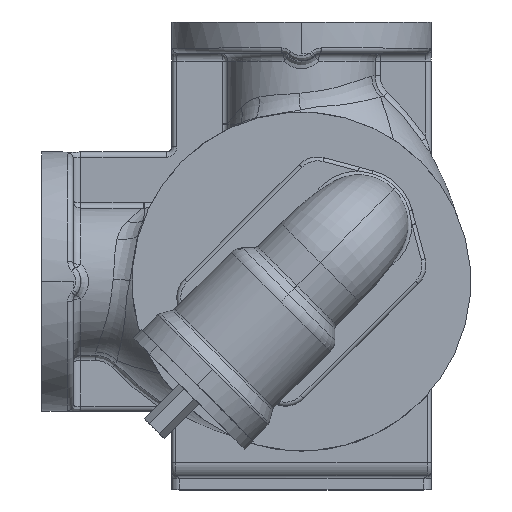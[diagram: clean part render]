
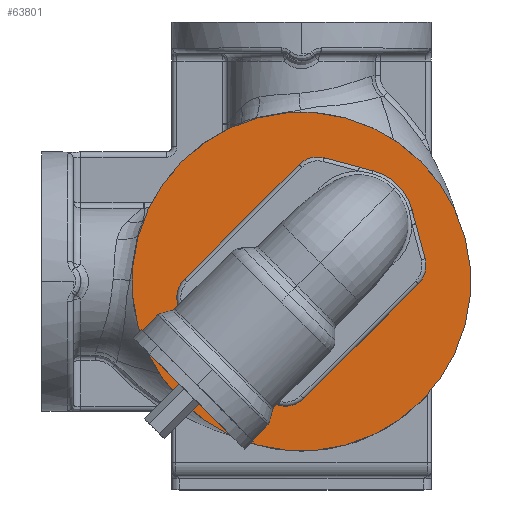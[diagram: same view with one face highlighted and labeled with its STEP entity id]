
A CAD part, top view. The second image highlights one B-rep face of the part: STEP entity #63801.
In plain terms, the highlighted planar face has unit normal (0, 0, 1).
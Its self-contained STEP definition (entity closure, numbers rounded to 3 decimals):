
#14380=CARTESIAN_POINT('',(0.,0.,157.5));
#14381=DIRECTION('',(0.,0.,1.));
#14382=DIRECTION('',(0.707,-0.707,0.));
#14383=AXIS2_PLACEMENT_3D('',#14380,#14381,#14382);
#14877=CARTESIAN_POINT('',(0.,0.,157.5));
#14878=DIRECTION('',(0.,0.,1.));
#14879=DIRECTION('',(-0.707,0.707,0.));
#14880=AXIS2_PLACEMENT_3D('',#14877,#14878,#14879);
#14891=DIRECTION('',(0.966,-0.259,0.));
#14892=VECTOR('',#14891,38.971);
#14893=CARTESIAN_POINT('',(17.447,94.944,157.5));
#14894=LINE('',#14893,#14892);
#14900=CARTESIAN_POINT('',(44.194,44.194,157.5));
#14901=DIRECTION('',(0.,0.,1.));
#14902=DIRECTION('',(0.966,0.259,0.));
#14903=AXIS2_PLACEMENT_3D('',#14900,#14901,#14902);
#14910=DIRECTION('',(0.259,-0.966,0.));
#14911=VECTOR('',#14910,38.971);
#14912=CARTESIAN_POINT('',(84.858,55.09,157.5));
#14913=LINE('',#14912,#14911);
#14919=CARTESIAN_POINT('',(76.014,12.374,157.5));
#14920=DIRECTION('',(0.,0.,1.));
#14921=DIRECTION('',(0.707,-0.707,0.));
#14922=AXIS2_PLACEMENT_3D('',#14919,#14920,#14921);
#14929=DIRECTION('',(-0.707,-0.707,0.));
#14930=VECTOR('',#14929,125.);
#14931=CARTESIAN_POINT('',(89.872,-1.484,157.5));
#14932=LINE('',#14931,#14930);
#14938=CARTESIAN_POINT('',(-12.374,-76.014,157.5));
#14939=DIRECTION('',(0.,0.,1.));
#14940=DIRECTION('',(-0.259,-0.966,0.));
#14941=AXIS2_PLACEMENT_3D('',#14938,#14939,#14940);
#14948=DIRECTION('',(-0.966,0.259,0.));
#14949=VECTOR('',#14948,38.971);
#14950=CARTESIAN_POINT('',(-17.447,-94.944,157.5));
#14951=LINE('',#14950,#14949);
#14957=CARTESIAN_POINT('',(-44.194,-44.194,157.5));
#14958=DIRECTION('',(0.,0.,1.));
#14959=DIRECTION('',(-0.966,-0.259,0.));
#14960=AXIS2_PLACEMENT_3D('',#14957,#14958,#14959);
#14967=DIRECTION('',(-0.259,0.966,0.));
#14968=VECTOR('',#14967,38.971);
#14969=CARTESIAN_POINT('',(-84.858,-55.09,157.5));
#14970=LINE('',#14969,#14968);
#14976=CARTESIAN_POINT('',(-76.014,-12.374,157.5));
#14977=DIRECTION('',(0.,0.,1.));
#14978=DIRECTION('',(-0.707,0.707,0.));
#14979=AXIS2_PLACEMENT_3D('',#14976,#14977,#14978);
#14986=DIRECTION('',(0.707,0.707,0.));
#14987=VECTOR('',#14986,125.);
#14988=CARTESIAN_POINT('',(-89.872,1.484,157.5));
#14989=LINE('',#14988,#14987);
#14995=CARTESIAN_POINT('',(12.374,76.014,157.5));
#14996=DIRECTION('',(0.,0.,1.));
#14997=DIRECTION('',(0.259,0.966,0.));
#14998=AXIS2_PLACEMENT_3D('',#14995,#14996,#14997);
#23476=CARTESIAN_POINT('',(92.277,-92.277,157.5));
#23477=CARTESIAN_POINT('',(-92.277,92.277,157.5));
#23478=VERTEX_POINT('',#23476);
#23479=VERTEX_POINT('',#23477);
#23560=CARTESIAN_POINT('',(17.447,94.944,157.5));
#23561=CARTESIAN_POINT('',(55.09,84.858,157.5));
#23562=VERTEX_POINT('',#23560);
#23563=VERTEX_POINT('',#23561);
#23564=CARTESIAN_POINT('',(-1.484,89.872,157.5));
#23565=VERTEX_POINT('',#23564);
#23566=CARTESIAN_POINT('',(-89.872,1.484,157.5));
#23567=VERTEX_POINT('',#23566);
#23568=CARTESIAN_POINT('',(-94.944,-17.447,157.5));
#23569=VERTEX_POINT('',#23568);
#23570=CARTESIAN_POINT('',(-84.858,-55.09,157.5));
#23571=VERTEX_POINT('',#23570);
#23572=CARTESIAN_POINT('',(-55.09,-84.858,157.5));
#23573=VERTEX_POINT('',#23572);
#23574=CARTESIAN_POINT('',(-17.447,-94.944,157.5));
#23575=VERTEX_POINT('',#23574);
#23576=CARTESIAN_POINT('',(1.484,-89.872,157.5));
#23577=VERTEX_POINT('',#23576);
#23578=CARTESIAN_POINT('',(89.872,-1.484,157.5));
#23579=VERTEX_POINT('',#23578);
#23580=CARTESIAN_POINT('',(94.944,17.447,157.5));
#23581=VERTEX_POINT('',#23580);
#23582=CARTESIAN_POINT('',(84.858,55.09,157.5));
#23583=VERTEX_POINT('',#23582);
#63766=CARTESIAN_POINT('',(0.,0.,157.5));
#63767=DIRECTION('',(0.,0.,-1.));
#63768=DIRECTION('',(-0.707,-0.707,0.));
#63769=AXIS2_PLACEMENT_3D('',#63766,#63767,#63768);
#63770=PLANE('',#63769);
#63771=ORIENTED_EDGE('',*,*,#61681,.F.);
#63772=ORIENTED_EDGE('',*,*,#63758,.F.);
#63773=EDGE_LOOP('',(#63771,#63772));
#63774=FACE_OUTER_BOUND('',#63773,.F.);
#63776=ORIENTED_EDGE('',*,*,#63775,.F.);
#63778=ORIENTED_EDGE('',*,*,#63777,.T.);
#63780=ORIENTED_EDGE('',*,*,#63779,.F.);
#63782=ORIENTED_EDGE('',*,*,#63781,.T.);
#63784=ORIENTED_EDGE('',*,*,#63783,.F.);
#63786=ORIENTED_EDGE('',*,*,#63785,.T.);
#63788=ORIENTED_EDGE('',*,*,#63787,.F.);
#63790=ORIENTED_EDGE('',*,*,#63789,.T.);
#63792=ORIENTED_EDGE('',*,*,#63791,.F.);
#63794=ORIENTED_EDGE('',*,*,#63793,.T.);
#63796=ORIENTED_EDGE('',*,*,#63795,.F.);
#63798=ORIENTED_EDGE('',*,*,#63797,.T.);
#63799=EDGE_LOOP('',(#63776,#63778,#63780,#63782,#63784,#63786,#63788,#63790,
#63792,#63794,#63796,#63798));
#63800=FACE_BOUND('',#63799,.F.);
#63801=ADVANCED_FACE('',(#63774,#63800),#63770,.F.);
#14384=CIRCLE('',#14383,130.5);
#14881=CIRCLE('',#14880,130.5);
#14904=CIRCLE('',#14903,42.098);
#14923=CIRCLE('',#14922,19.598);
#14942=CIRCLE('',#14941,19.598);
#14961=CIRCLE('',#14960,42.098);
#14980=CIRCLE('',#14979,19.598);
#14999=CIRCLE('',#14998,19.598);
#61681=EDGE_CURVE('',#23478,#23479,#14384,.T.);
#63758=EDGE_CURVE('',#23479,#23478,#14881,.T.);
#63775=EDGE_CURVE('',#23562,#23563,#14894,.T.);
#63777=EDGE_CURVE('',#23562,#23565,#14999,.T.);
#63779=EDGE_CURVE('',#23567,#23565,#14989,.T.);
#63781=EDGE_CURVE('',#23567,#23569,#14980,.T.);
#63783=EDGE_CURVE('',#23571,#23569,#14970,.T.);
#63785=EDGE_CURVE('',#23571,#23573,#14961,.T.);
#63787=EDGE_CURVE('',#23575,#23573,#14951,.T.);
#63789=EDGE_CURVE('',#23575,#23577,#14942,.T.);
#63791=EDGE_CURVE('',#23579,#23577,#14932,.T.);
#63793=EDGE_CURVE('',#23579,#23581,#14923,.T.);
#63795=EDGE_CURVE('',#23583,#23581,#14913,.T.);
#63797=EDGE_CURVE('',#23583,#23563,#14904,.T.);
